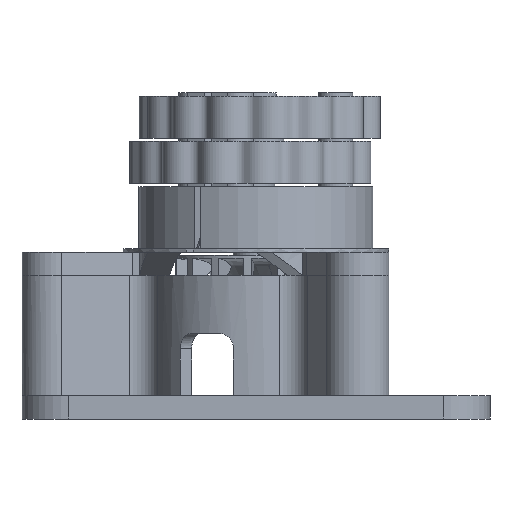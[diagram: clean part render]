
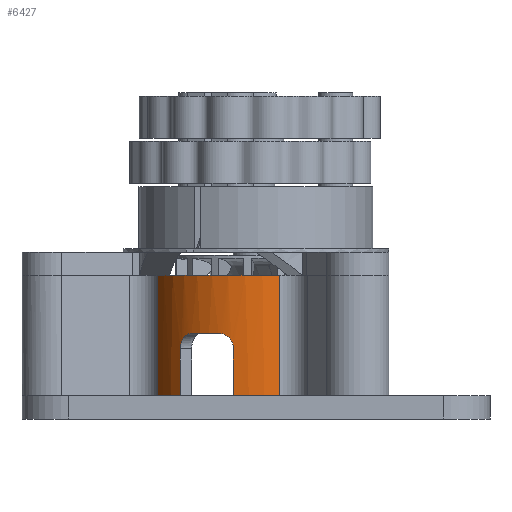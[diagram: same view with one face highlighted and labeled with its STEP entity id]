
A CAD part, left-side view. The second image highlights one B-rep face of the part: STEP entity #6427.
In plain terms, the highlighted cylindrical face has radius 6.6 mm (diameter 13.2 mm), a partial arc.
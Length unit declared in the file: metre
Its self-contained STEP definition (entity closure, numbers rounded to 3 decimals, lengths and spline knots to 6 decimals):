
#158=B_SPLINE_CURVE_WITH_KNOTS('',3,(#14818,#14819,#14820,#14821,#14822),
 .UNSPECIFIED.,.F.,.F.,(4,1,4),(0.,0.5,1.),.UNSPECIFIED.);
#159=B_SPLINE_CURVE_WITH_KNOTS('',3,(#14826,#14827,#14828,#14829,#14830),
 .UNSPECIFIED.,.F.,.F.,(4,1,4),(0.,0.5,1.),.UNSPECIFIED.);
#773=LINE('',#14803,#1250);
#774=LINE('',#14808,#1251);
#775=LINE('',#14812,#1252);
#776=LINE('',#14816,#1253);
#1250=VECTOR('',#8745,1.);
#1251=VECTOR('',#8748,1.);
#1252=VECTOR('',#8751,1.);
#1253=VECTOR('',#8754,1.);
#2853=ORIENTED_EDGE('',*,*,#3939,.F.);
#2854=ORIENTED_EDGE('',*,*,#3940,.T.);
#2855=ORIENTED_EDGE('',*,*,#3941,.T.);
#2856=ORIENTED_EDGE('',*,*,#3942,.F.);
#2857=ORIENTED_EDGE('',*,*,#3943,.T.);
#2858=ORIENTED_EDGE('',*,*,#3944,.T.);
#2859=ORIENTED_EDGE('',*,*,#3945,.T.);
#2860=ORIENTED_EDGE('',*,*,#3946,.T.);
#2861=ORIENTED_EDGE('',*,*,#3947,.F.);
#2862=ORIENTED_EDGE('',*,*,#3948,.F.);
#3939=EDGE_CURVE('',#4612,#4613,#773,.T.);
#3940=EDGE_CURVE('',#4612,#4614,#4972,.T.);
#3941=EDGE_CURVE('',#4614,#4615,#774,.F.);
#3942=EDGE_CURVE('',#4616,#4615,#4973,.T.);
#3943=EDGE_CURVE('',#4616,#4617,#775,.T.);
#3944=EDGE_CURVE('',#4617,#4618,#4974,.T.);
#3945=EDGE_CURVE('',#4618,#4619,#776,.T.);
#3946=EDGE_CURVE('',#4619,#4620,#158,.T.);
#3947=EDGE_CURVE('',#4621,#4620,#4975,.T.);
#3948=EDGE_CURVE('',#4613,#4621,#159,.T.);
#4612=VERTEX_POINT('',#14804);
#4613=VERTEX_POINT('',#14805);
#4614=VERTEX_POINT('',#14807);
#4615=VERTEX_POINT('',#14809);
#4616=VERTEX_POINT('',#14811);
#4617=VERTEX_POINT('',#14813);
#4618=VERTEX_POINT('',#14815);
#4619=VERTEX_POINT('',#14817);
#4620=VERTEX_POINT('',#14823);
#4621=VERTEX_POINT('',#14825);
#4972=CIRCLE('',#7111,0.0066);
#4973=CIRCLE('',#7112,0.0066);
#4974=CIRCLE('',#7113,0.0066);
#4975=CIRCLE('',#7114,0.0066);
#5427=EDGE_LOOP('',(#2853,#2854,#2855,#2856,#2857,#2858,#2859,#2860,#2861,
#2862));
#5902=FACE_BOUND('',#5427,.T.);
#6097=CYLINDRICAL_SURFACE('',#7110,0.0066);
#6427=ADVANCED_FACE('',(#5902),#6097,.T.);
#7110=AXIS2_PLACEMENT_3D('',#14802,#8743,#8744);
#7111=AXIS2_PLACEMENT_3D('',#14806,#8746,#8747);
#7112=AXIS2_PLACEMENT_3D('',#14810,#8749,#8750);
#7113=AXIS2_PLACEMENT_3D('',#14814,#8752,#8753);
#7114=AXIS2_PLACEMENT_3D('',#14824,#8755,#8756);
#8743=DIRECTION('',(0.,0.,-1.));
#8744=DIRECTION('',(-1.,0.,0.));
#8745=DIRECTION('',(0.,0.,1.));
#8746=DIRECTION('',(0.,0.,1.));
#8747=DIRECTION('',(1.,0.,0.));
#8748=DIRECTION('',(0.,0.,-1.));
#8749=DIRECTION('',(0.,0.,1.));
#8750=DIRECTION('',(1.,0.,0.));
#8751=DIRECTION('',(0.,0.,-1.));
#8752=DIRECTION('',(0.,0.,1.));
#8753=DIRECTION('',(1.,0.,0.));
#8754=DIRECTION('',(0.,0.,1.));
#8755=DIRECTION('',(0.,0.,-1.));
#8756=DIRECTION('',(-1.,0.,0.));
#14802=CARTESIAN_POINT('',(0.,0.,0.0015));
#14803=CARTESIAN_POINT('',(-0.00644,0.001444,0.0035));
#14804=CARTESIAN_POINT('',(-0.00644,0.001444,0.0015));
#14805=CARTESIAN_POINT('',(-0.00644,0.001444,0.0045));
#14806=CARTESIAN_POINT('',(0.,0.,0.0015));
#14807=CARTESIAN_POINT('',(-0.006426,-0.001504,0.0015));
#14808=CARTESIAN_POINT('',(-0.006426,-0.001504,0.0015));
#14809=CARTESIAN_POINT('',(-0.006426,-0.001504,0.0092));
#14810=CARTESIAN_POINT('',(0.,0.,0.0092));
#14811=CARTESIAN_POINT('',(-0.00191,0.006317,0.0092));
#14812=CARTESIAN_POINT('',(-0.00191,0.006317,0.0015));
#14813=CARTESIAN_POINT('',(-0.00191,0.006317,0.0015));
#14814=CARTESIAN_POINT('',(0.,0.,0.0015));
#14815=CARTESIAN_POINT('',(-0.004471,0.004855,0.0015));
#14816=CARTESIAN_POINT('',(-0.004471,0.004855,0.0035));
#14817=CARTESIAN_POINT('',(-0.004471,0.004855,0.0045));
#14818=CARTESIAN_POINT('',(-0.004471,0.004855,0.0045));
#14819=CARTESIAN_POINT('',(-0.004471,0.004855,0.004765));
#14820=CARTESIAN_POINT('',(-0.004635,0.004711,0.005282));
#14821=CARTESIAN_POINT('',(-0.004986,0.004332,0.0055));
#14822=CARTESIAN_POINT('',(-0.005152,0.004125,0.0055));
#14823=CARTESIAN_POINT('',(-0.005152,0.004125,0.0055));
#14824=CARTESIAN_POINT('',(0.,0.,0.0055));
#14825=CARTESIAN_POINT('',(-0.006148,0.002399,0.0055));
#14826=CARTESIAN_POINT('',(-0.00644,0.001444,0.0045));
#14827=CARTESIAN_POINT('',(-0.00644,0.001444,0.004765));
#14828=CARTESIAN_POINT('',(-0.006397,0.001659,0.005282));
#14829=CARTESIAN_POINT('',(-0.006245,0.002152,0.0055));
#14830=CARTESIAN_POINT('',(-0.006148,0.002399,0.0055));
